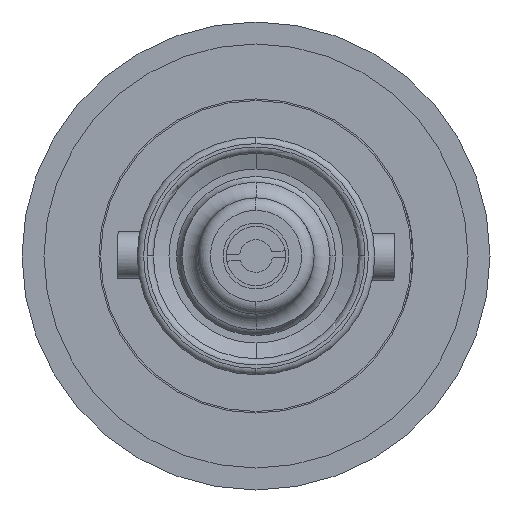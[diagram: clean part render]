
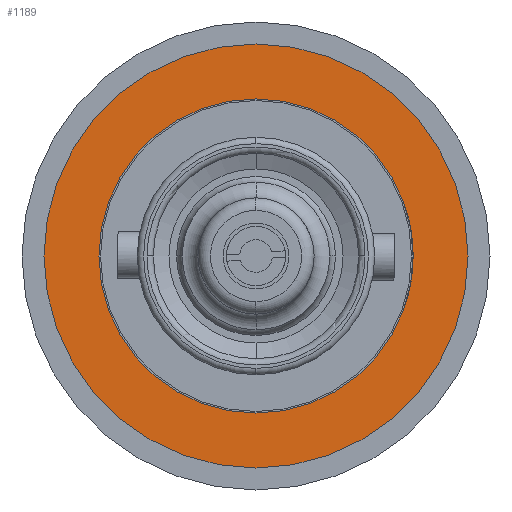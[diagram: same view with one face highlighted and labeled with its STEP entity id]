
A CAD part, left-side view. The second image highlights one B-rep face of the part: STEP entity #1189.
In plain terms, the highlighted planar face has unit normal (-1, 0, 0).
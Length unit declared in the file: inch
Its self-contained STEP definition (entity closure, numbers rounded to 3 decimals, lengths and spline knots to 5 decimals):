
#232 = CARTESIAN_POINT ( 'NONE',  ( -1.74787, 0., 0. ) ) ;
#233 = DIRECTION ( 'NONE',  ( -1., 0., 0. ) ) ;
#234 = DIRECTION ( 'NONE',  ( 0., 0., 1. ) ) ;
#243 = CARTESIAN_POINT ( 'NONE',  ( -1.74787, 0., 0. ) ) ;
#244 = DIRECTION ( 'NONE',  ( -1., 0., 0. ) ) ;
#245 = DIRECTION ( 'NONE',  ( 0., 0., 1. ) ) ;
#1189 = ADVANCED_FACE ( 'NONE', ( #3643, #3652 ), #4127, .F. ) ;
#1566 = CARTESIAN_POINT ( 'NONE',  ( -1.74787, 0., 0. ) ) ;
#1567 = DIRECTION ( 'NONE',  ( -1., 0., 0. ) ) ;
#1568 = DIRECTION ( 'NONE',  ( 0., 0., 1. ) ) ;
#1569 = CARTESIAN_POINT ( 'NONE',  ( -1.74787, 0., 0. ) ) ;
#1570 = DIRECTION ( 'NONE',  ( -1., 0., 0. ) ) ;
#1571 = DIRECTION ( 'NONE',  ( 0., 0., 1. ) ) ;
#1679 = EDGE_LOOP ( 'NONE', ( #3209, #3210 ) ) ;
#1715 = EDGE_CURVE ( 'NONE', #6068, #5951, #3719, .T. ) ;
#1719 = EDGE_CURVE ( 'NONE', #5950, #5952, #3324, .T. ) ;
#2065 = AXIS2_PLACEMENT_3D ( 'NONE', #4124, #4129, #4130 ) ;
#2099 = AXIS2_PLACEMENT_3D ( 'NONE', #232, #233, #234 ) ;
#2101 = AXIS2_PLACEMENT_3D ( 'NONE', #243, #244, #245 ) ;
#2233 = AXIS2_PLACEMENT_3D ( 'NONE', #1566, #1567, #1568 ) ;
#2234 = AXIS2_PLACEMENT_3D ( 'NONE', #1569, #1570, #1571 ) ;
#2267 = CIRCLE ( 'NONE', #2233, 0.25 ) ;
#2269 = CIRCLE ( 'NONE', #2234, 0.3375 ) ;
#3209 = ORIENTED_EDGE ( 'NONE', *, *, #1719, .F. ) ;
#3210 = ORIENTED_EDGE ( 'NONE', *, *, #7211, .F. ) ;
#3211 = ORIENTED_EDGE ( 'NONE', *, *, #7212, .T. ) ;
#3212 = ORIENTED_EDGE ( 'NONE', *, *, #1715, .T. ) ;
#3324 = CIRCLE ( 'NONE', #2101, 0.25 ) ;
#3643 = FACE_BOUND ( 'NONE', #1679, .T. ) ;
#3652 = FACE_OUTER_BOUND ( 'NONE', #7004, .T. ) ;
#3719 = CIRCLE ( 'NONE', #2099, 0.3375 ) ;
#4124 = CARTESIAN_POINT ( 'NONE',  ( -1.74787, 0.25, 0. ) ) ;
#4127 = PLANE ( 'NONE',  #2065 ) ;
#4129 = DIRECTION ( 'NONE',  ( 1., 0., 0. ) ) ;
#4130 = DIRECTION ( 'NONE',  ( 0., 0., -1. ) ) ;
#4903 = CARTESIAN_POINT ( 'NONE',  ( -1.74787, 0., 0.3375 ) ) ;
#4904 = CARTESIAN_POINT ( 'NONE',  ( -1.74787, 0., 0.25 ) ) ;
#4905 = CARTESIAN_POINT ( 'NONE',  ( -1.74787, 0., -0.25 ) ) ;
#5950 = VERTEX_POINT ( 'NONE', #4904 ) ;
#5951 = VERTEX_POINT ( 'NONE', #4903 ) ;
#5952 = VERTEX_POINT ( 'NONE', #4905 ) ;
#6068 = VERTEX_POINT ( 'NONE', #6530 ) ;
#6530 = CARTESIAN_POINT ( 'NONE',  ( -1.74787, 0., -0.3375 ) ) ;
#7004 = EDGE_LOOP ( 'NONE', ( #3211, #3212 ) ) ;
#7211 = EDGE_CURVE ( 'NONE', #5952, #5950, #2267, .T. ) ;
#7212 = EDGE_CURVE ( 'NONE', #5951, #6068, #2269, .T. ) ;
